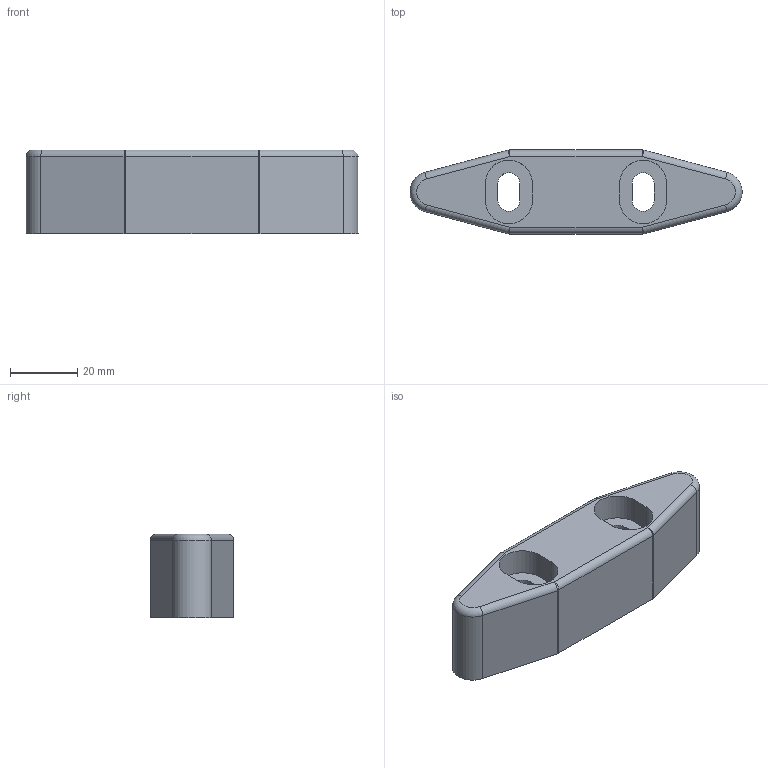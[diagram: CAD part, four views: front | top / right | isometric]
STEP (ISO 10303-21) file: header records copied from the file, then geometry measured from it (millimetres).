
FILE_DESCRIPTION(/* description */ (''),/* implementation_level */ '2;1');
FILE_NAME(/* name */ '1110GDL.stp',/* time_stamp */ '2019-08-05T11:50:40+02:00',/* author */ ('claude'),/* organization */ (''),/* preprocessor_version */ 'ST-DEVELOPER v17.2',/* originating_system */ 'Autodesk Inventor 2019',/* authorisation */ '');
FILE_SCHEMA (('AUTOMOTIVE_DESIGN { 1 0 10303 214 3 1 1 }'));
Length unit declared in the file: millimetre
Products named in the file (1): 1110GDL
Bounding box: 98.89 x 25 x 25 mm (x, y, z)
Volume: 30006.3 mm3; surface area: 14647.3 mm2
Topology: 1 solids, 1 shells, 99 faces, 260 edges, 164 vertices
Faces by surface type: cylinder 52, plane 39, sphere 4, bspline 2, torus 2
Entity records: 3155 total; most frequent: CARTESIAN_POINT 620, DIRECTION 544, ORIENTED_EDGE 512, EDGE_CURVE 256, AXIS2_PLACEMENT_3D 198, VERTEX_POINT 164, LINE 148, VECTOR 148
